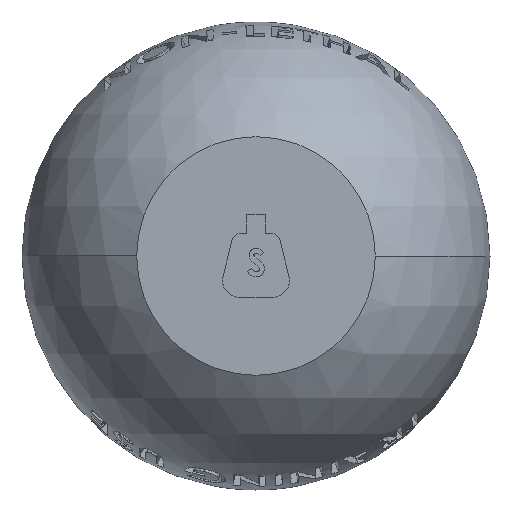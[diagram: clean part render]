
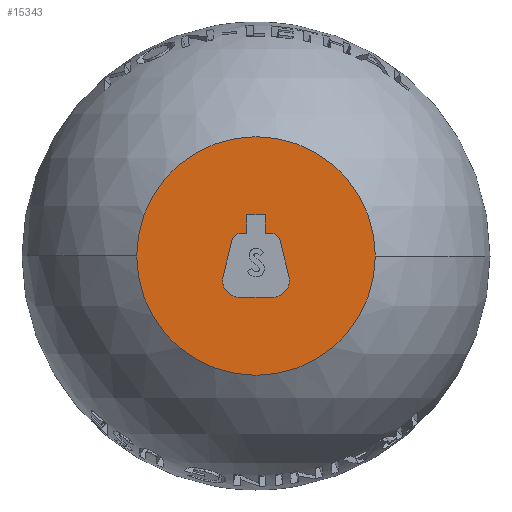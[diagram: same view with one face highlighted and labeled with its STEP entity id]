
A CAD part, front view. The second image highlights one B-rep face of the part: STEP entity #15343.
In plain terms, the highlighted planar face has unit normal (0, -1, 0).
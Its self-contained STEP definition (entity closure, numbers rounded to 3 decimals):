
#38 = DIRECTION ( 'NONE',  ( -1., 0., 0. ) ) ;
#247 = CARTESIAN_POINT ( 'NONE',  ( 1.93, -6.79, -4.85 ) ) ;
#577 = DIRECTION ( 'NONE',  ( 0., 0., -1. ) ) ;
#620 = DIRECTION ( 'NONE',  ( 0., -1., 0. ) ) ;
#671 = EDGE_CURVE ( 'NONE', #8435, #16979, #18316, .T. ) ;
#682 = ORIENTED_EDGE ( 'NONE', *, *, #2959, .F. ) ;
#715 = CARTESIAN_POINT ( 'NONE',  ( -1.1, -6.79, 2.65 ) ) ;
#820 = EDGE_CURVE ( 'NONE', #9874, #4860, #931, .T. ) ;
#931 = CIRCLE ( 'NONE', #15217, 14. ) ;
#1037 = DIRECTION ( 'NONE',  ( 0., 0., -1. ) ) ;
#1999 = LINE ( 'NONE', #8920, #18645 ) ;
#2092 = CARTESIAN_POINT ( 'NONE',  ( -1.822, -6.79, 1.65 ) ) ;
#2111 = CARTESIAN_POINT ( 'NONE',  ( 14., -6.79, 0. ) ) ;
#2333 = FACE_BOUND ( 'NONE', #16514, .T. ) ;
#2449 = ORIENTED_EDGE ( 'NONE', *, *, #3358, .F. ) ;
#2646 = VECTOR ( 'NONE', #10036, 1000. ) ;
#2959 = EDGE_CURVE ( 'NONE', #15075, #4738, #17264, .T. ) ;
#3044 = DIRECTION ( 'NONE',  ( 0., -1., 0. ) ) ;
#3084 = VERTEX_POINT ( 'NONE', #12528 ) ;
#3152 = CARTESIAN_POINT ( 'NONE',  ( 1.93, -6.79, -2.85 ) ) ;
#3240 = LINE ( 'NONE', #14854, #20674 ) ;
#3292 = ORIENTED_EDGE ( 'NONE', *, *, #16816, .F. ) ;
#3358 = EDGE_CURVE ( 'NONE', #3084, #4394, #15002, .T. ) ;
#3386 = ORIENTED_EDGE ( 'NONE', *, *, #820, .T. ) ;
#3532 = CARTESIAN_POINT ( 'NONE',  ( -1.822, -6.79, 2.65 ) ) ;
#3686 = EDGE_CURVE ( 'NONE', #20857, #8435, #3240, .T. ) ;
#3704 = DIRECTION ( 'NONE',  ( 0., -1., 0. ) ) ;
#3723 = DIRECTION ( 'NONE',  ( 0., 0., -1. ) ) ;
#3800 = EDGE_LOOP ( 'NONE', ( #13060, #3386 ) ) ;
#4008 = DIRECTION ( 'NONE',  ( 0., 0., 1. ) ) ;
#4011 = CIRCLE ( 'NONE', #11494, 2. ) ;
#4027 = AXIS2_PLACEMENT_3D ( 'NONE', #15828, #3044, #17545 ) ;
#4394 = VERTEX_POINT ( 'NONE', #247 ) ;
#4450 = CARTESIAN_POINT ( 'NONE',  ( 1.1, -6.79, 4.85 ) ) ;
#4718 = VECTOR ( 'NONE', #20099, 1000. ) ;
#4738 = VERTEX_POINT ( 'NONE', #15464 ) ;
#4790 = CARTESIAN_POINT ( 'NONE',  ( -2.791, -6.79, 1.896 ) ) ;
#4860 = VERTEX_POINT ( 'NONE', #15989 ) ;
#5181 = EDGE_CURVE ( 'NONE', #4860, #9874, #10472, .T. ) ;
#5195 = DIRECTION ( 'NONE',  ( 1., 0., 0. ) ) ;
#5276 = DIRECTION ( 'NONE',  ( 0., -1., 0. ) ) ;
#5317 = PLANE ( 'NONE',  #14918 ) ;
#6758 = ORIENTED_EDGE ( 'NONE', *, *, #671, .F. ) ;
#7531 = LINE ( 'NONE', #15302, #10838 ) ;
#7618 = CARTESIAN_POINT ( 'NONE',  ( -1.1, -6.79, 2.65 ) ) ;
#7784 = VECTOR ( 'NONE', #14594, 1000. ) ;
#7928 = VERTEX_POINT ( 'NONE', #19661 ) ;
#8098 = CARTESIAN_POINT ( 'NONE',  ( 2.791, -6.79, 1.896 ) ) ;
#8184 = EDGE_CURVE ( 'NONE', #16979, #15160, #11848, .T. ) ;
#8430 = AXIS2_PLACEMENT_3D ( 'NONE', #15223, #620, #16820 ) ;
#8435 = VERTEX_POINT ( 'NONE', #10466 ) ;
#8447 = CIRCLE ( 'NONE', #20354, 1. ) ;
#8590 = EDGE_CURVE ( 'NONE', #4394, #17426, #4011, .T. ) ;
#8596 = CARTESIAN_POINT ( 'NONE',  ( -3.869, -6.79, -2.359 ) ) ;
#8839 = FACE_OUTER_BOUND ( 'NONE', #3800, .T. ) ;
#8920 = CARTESIAN_POINT ( 'NONE',  ( 1.1, -6.79, 4.85 ) ) ;
#9130 = VERTEX_POINT ( 'NONE', #20165 ) ;
#9874 = VERTEX_POINT ( 'NONE', #15945 ) ;
#10036 = DIRECTION ( 'NONE',  ( -1., 0., 0. ) ) ;
#10466 = CARTESIAN_POINT ( 'NONE',  ( -1.1, -6.79, 4.85 ) ) ;
#10472 = CIRCLE ( 'NONE', #8430, 14. ) ;
#10492 = EDGE_CURVE ( 'NONE', #15160, #18998, #8447, .T. ) ;
#10832 = DIRECTION ( 'NONE',  ( -1., 0., 0. ) ) ;
#10838 = VECTOR ( 'NONE', #10832, 1000. ) ;
#11494 = AXIS2_PLACEMENT_3D ( 'NONE', #3152, #13257, #14862 ) ;
#11810 = DIRECTION ( 'NONE',  ( 0., 0., -1. ) ) ;
#11848 = LINE ( 'NONE', #3532, #2646 ) ;
#11895 = EDGE_CURVE ( 'NONE', #9130, #20857, #1999, .T. ) ;
#12413 = CARTESIAN_POINT ( 'NONE',  ( 3.869, -6.79, -2.359 ) ) ;
#12514 = VECTOR ( 'NONE', #11810, 1000. ) ;
#12528 = CARTESIAN_POINT ( 'NONE',  ( -1.93, -6.79, -4.85 ) ) ;
#12559 = CARTESIAN_POINT ( 'NONE',  ( 0., -6.79, 0. ) ) ;
#13060 = ORIENTED_EDGE ( 'NONE', *, *, #5181, .T. ) ;
#13257 = DIRECTION ( 'NONE',  ( 0., -1., 0. ) ) ;
#13605 = DIRECTION ( 'NONE',  ( 0., 0., -1. ) ) ;
#13775 = ORIENTED_EDGE ( 'NONE', *, *, #19040, .F. ) ;
#13928 = EDGE_CURVE ( 'NONE', #18998, #7928, #15301, .T. ) ;
#14594 = DIRECTION ( 'NONE',  ( -0.246, 0., 0.969 ) ) ;
#14686 = ORIENTED_EDGE ( 'NONE', *, *, #3686, .F. ) ;
#14854 = CARTESIAN_POINT ( 'NONE',  ( -1.1, -6.79, 4.85 ) ) ;
#14862 = DIRECTION ( 'NONE',  ( 0., 0., -1. ) ) ;
#14918 = AXIS2_PLACEMENT_3D ( 'NONE', #2111, #18325, #3723 ) ;
#15002 = LINE ( 'NONE', #19582, #19984 ) ;
#15075 = VERTEX_POINT ( 'NONE', #16499 ) ;
#15082 = CARTESIAN_POINT ( 'NONE',  ( 1.822, -6.79, 1.65 ) ) ;
#15160 = VERTEX_POINT ( 'NONE', #19812 ) ;
#15217 = AXIS2_PLACEMENT_3D ( 'NONE', #12559, #17464, #1037 ) ;
#15223 = CARTESIAN_POINT ( 'NONE',  ( 0., -6.79, 0. ) ) ;
#15301 = LINE ( 'NONE', #8596, #4718 ) ;
#15302 = CARTESIAN_POINT ( 'NONE',  ( 1.1, -6.79, 2.65 ) ) ;
#15343 = ADVANCED_FACE ( 'NONE', ( #2333, #8839 ), #5317, .T. ) ;
#15395 = ORIENTED_EDGE ( 'NONE', *, *, #13928, .F. ) ;
#15464 = CARTESIAN_POINT ( 'NONE',  ( 1.822, -6.79, 2.65 ) ) ;
#15828 = CARTESIAN_POINT ( 'NONE',  ( -1.93, -6.79, -2.85 ) ) ;
#15945 = CARTESIAN_POINT ( 'NONE',  ( -14., -6.79, 0. ) ) ;
#15989 = CARTESIAN_POINT ( 'NONE',  ( 14., -6.79, 0. ) ) ;
#16360 = ORIENTED_EDGE ( 'NONE', *, *, #8184, .F. ) ;
#16499 = CARTESIAN_POINT ( 'NONE',  ( 2.791, -6.79, 1.896 ) ) ;
#16510 = ORIENTED_EDGE ( 'NONE', *, *, #11895, .F. ) ;
#16514 = EDGE_LOOP ( 'NONE', ( #14686, #16510, #19162, #682, #13775, #19721, #2449, #3292, #15395, #21092, #16360, #6758 ) ) ;
#16670 = EDGE_CURVE ( 'NONE', #4738, #9130, #7531, .T. ) ;
#16816 = EDGE_CURVE ( 'NONE', #7928, #3084, #17659, .T. ) ;
#16820 = DIRECTION ( 'NONE',  ( 0., 0., -1. ) ) ;
#16921 = AXIS2_PLACEMENT_3D ( 'NONE', #15082, #5276, #577 ) ;
#16979 = VERTEX_POINT ( 'NONE', #7618 ) ;
#17264 = CIRCLE ( 'NONE', #16921, 1. ) ;
#17426 = VERTEX_POINT ( 'NONE', #12413 ) ;
#17464 = DIRECTION ( 'NONE',  ( 0., -1., 0. ) ) ;
#17545 = DIRECTION ( 'NONE',  ( 0., 0., -1. ) ) ;
#17659 = CIRCLE ( 'NONE', #4027, 2. ) ;
#18100 = LINE ( 'NONE', #8098, #7784 ) ;
#18316 = LINE ( 'NONE', #715, #12514 ) ;
#18325 = DIRECTION ( 'NONE',  ( 0., -1., 0. ) ) ;
#18645 = VECTOR ( 'NONE', #4008, 1000. ) ;
#18998 = VERTEX_POINT ( 'NONE', #4790 ) ;
#19040 = EDGE_CURVE ( 'NONE', #17426, #15075, #18100, .T. ) ;
#19162 = ORIENTED_EDGE ( 'NONE', *, *, #16670, .F. ) ;
#19582 = CARTESIAN_POINT ( 'NONE',  ( 1.93, -6.79, -4.85 ) ) ;
#19661 = CARTESIAN_POINT ( 'NONE',  ( -3.869, -6.79, -2.359 ) ) ;
#19721 = ORIENTED_EDGE ( 'NONE', *, *, #8590, .F. ) ;
#19812 = CARTESIAN_POINT ( 'NONE',  ( -1.822, -6.79, 2.65 ) ) ;
#19984 = VECTOR ( 'NONE', #5195, 1000. ) ;
#20099 = DIRECTION ( 'NONE',  ( -0.246, 0., -0.969 ) ) ;
#20165 = CARTESIAN_POINT ( 'NONE',  ( 1.1, -6.79, 2.65 ) ) ;
#20354 = AXIS2_PLACEMENT_3D ( 'NONE', #2092, #3704, #13605 ) ;
#20674 = VECTOR ( 'NONE', #38, 1000. ) ;
#20857 = VERTEX_POINT ( 'NONE', #4450 ) ;
#21092 = ORIENTED_EDGE ( 'NONE', *, *, #10492, .F. ) ;
